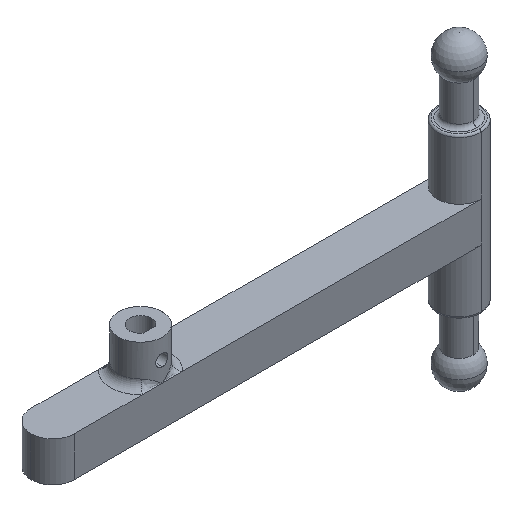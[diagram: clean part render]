
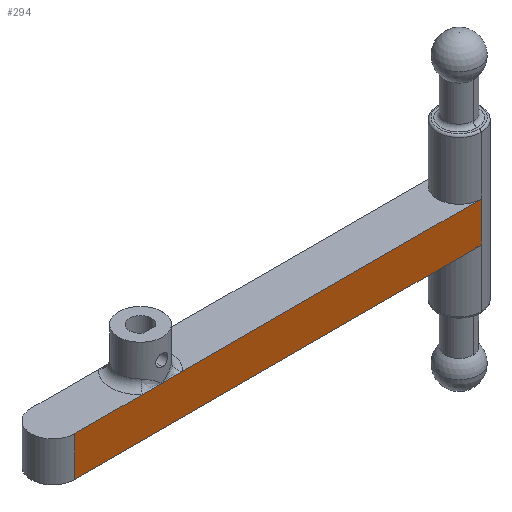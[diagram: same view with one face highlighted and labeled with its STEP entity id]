
A CAD part, isometric view. The second image highlights one B-rep face of the part: STEP entity #294.
In plain terms, the highlighted planar face has unit normal (0, -1, 0).
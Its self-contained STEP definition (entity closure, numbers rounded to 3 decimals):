
#7 = VERTEX_POINT ( 'NONE', #381 ) ;
#12 = VERTEX_POINT ( 'NONE', #38 ) ;
#38 = CARTESIAN_POINT ( 'NONE',  ( 0., -5.5, 5. ) ) ;
#55 = VERTEX_POINT ( 'NONE', #1252 ) ;
#65 = EDGE_CURVE ( 'NONE', #1201, #55, #1509, .T. ) ;
#74 = EDGE_CURVE ( 'NONE', #7, #1029, #532, .T. ) ;
#106 = CARTESIAN_POINT ( 'NONE',  ( -22., -5.5, 5. ) ) ;
#132 = CARTESIAN_POINT ( 'NONE',  ( -22., -5.5, -5. ) ) ;
#157 = VECTOR ( 'NONE', #1024, 1000. ) ;
#228 = EDGE_CURVE ( 'NONE', #1029, #12, #1345, .T. ) ;
#272 = CARTESIAN_POINT ( 'NONE',  ( -22., -5.5, 5. ) ) ;
#277 = CARTESIAN_POINT ( 'NONE',  ( -22., -5.5, 5. ) ) ;
#288 = PLANE ( 'NONE',  #1413 ) ;
#294 = ADVANCED_FACE ( 'NONE', ( #886 ), #288, .F. ) ;
#381 = CARTESIAN_POINT ( 'NONE',  ( -22., -5.5, 5. ) ) ;
#413 = DIRECTION ( 'NONE',  ( 0., 0., -1. ) ) ;
#415 = EDGE_CURVE ( 'NONE', #7, #1086, #757, .T. ) ;
#516 = ORIENTED_EDGE ( 'NONE', *, *, #65, .F. ) ;
#525 = CARTESIAN_POINT ( 'NONE',  ( 5.099, -5.5, 5. ) ) ;
#532 = LINE ( 'NONE', #277, #1507 ) ;
#546 = CARTESIAN_POINT ( 'NONE',  ( -22., -5.5, 5. ) ) ;
#548 = VECTOR ( 'NONE', #607, 1000. ) ;
#556 = VECTOR ( 'NONE', #1492, 1000. ) ;
#581 = EDGE_CURVE ( 'NONE', #55, #820, #999, .T. ) ;
#607 = DIRECTION ( 'NONE',  ( 1., 0., 0. ) ) ;
#610 = ORIENTED_EDGE ( 'NONE', *, *, #581, .F. ) ;
#626 = CARTESIAN_POINT ( 'NONE',  ( -22., -5.5, 5. ) ) ;
#629 = ORIENTED_EDGE ( 'NONE', *, *, #415, .T. ) ;
#646 = LINE ( 'NONE', #546, #157 ) ;
#652 = DIRECTION ( 'NONE',  ( -1., 0., 0. ) ) ;
#703 = EDGE_LOOP ( 'NONE', ( #1389, #610, #516, #980, #793, #944, #629 ) ) ;
#757 = LINE ( 'NONE', #1237, #1206 ) ;
#758 = EDGE_CURVE ( 'NONE', #12, #1201, #646, .T. ) ;
#793 = ORIENTED_EDGE ( 'NONE', *, *, #228, .F. ) ;
#820 = VERTEX_POINT ( 'NONE', #833 ) ;
#833 = CARTESIAN_POINT ( 'NONE',  ( 80., -5.5, -5. ) ) ;
#868 = VECTOR ( 'NONE', #990, 1000. ) ;
#884 = LINE ( 'NONE', #1107, #556 ) ;
#886 = FACE_OUTER_BOUND ( 'NONE', #703, .T. ) ;
#893 = DIRECTION ( 'NONE',  ( 0., 1., 0. ) ) ;
#944 = ORIENTED_EDGE ( 'NONE', *, *, #74, .F. ) ;
#980 = ORIENTED_EDGE ( 'NONE', *, *, #758, .F. ) ;
#990 = DIRECTION ( 'NONE',  ( 1., 0., 0. ) ) ;
#999 = LINE ( 'NONE', #1528, #1441 ) ;
#1024 = DIRECTION ( 'NONE',  ( 1., 0., 0. ) ) ;
#1029 = VERTEX_POINT ( 'NONE', #1567 ) ;
#1086 = VERTEX_POINT ( 'NONE', #132 ) ;
#1107 = CARTESIAN_POINT ( 'NONE',  ( -22., -5.5, -5. ) ) ;
#1201 = VERTEX_POINT ( 'NONE', #525 ) ;
#1206 = VECTOR ( 'NONE', #413, 1000. ) ;
#1237 = CARTESIAN_POINT ( 'NONE',  ( -22., -5.5, 5. ) ) ;
#1238 = EDGE_CURVE ( 'NONE', #1086, #820, #884, .T. ) ;
#1252 = CARTESIAN_POINT ( 'NONE',  ( 80., -5.5, 5. ) ) ;
#1272 = DIRECTION ( 'NONE',  ( 0., 0., -1. ) ) ;
#1345 = LINE ( 'NONE', #106, #548 ) ;
#1389 = ORIENTED_EDGE ( 'NONE', *, *, #1238, .T. ) ;
#1413 = AXIS2_PLACEMENT_3D ( 'NONE', #272, #893, #652 ) ;
#1441 = VECTOR ( 'NONE', #1272, 1000. ) ;
#1483 = DIRECTION ( 'NONE',  ( 1., 0., 0. ) ) ;
#1492 = DIRECTION ( 'NONE',  ( 1., 0., 0. ) ) ;
#1507 = VECTOR ( 'NONE', #1483, 1000. ) ;
#1509 = LINE ( 'NONE', #626, #868 ) ;
#1528 = CARTESIAN_POINT ( 'NONE',  ( 80., -5.5, 5. ) ) ;
#1567 = CARTESIAN_POINT ( 'NONE',  ( -5.099, -5.5, 5. ) ) ;
